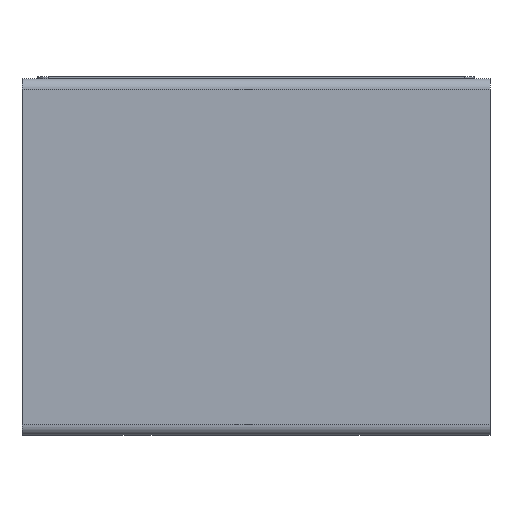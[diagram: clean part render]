
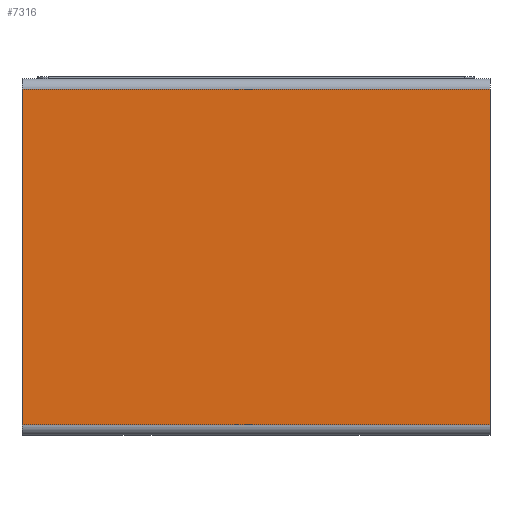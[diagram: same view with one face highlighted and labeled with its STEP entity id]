
A CAD part, left-side view. The second image highlights one B-rep face of the part: STEP entity #7316.
In plain terms, the highlighted planar face has unit normal (-1, 0, 0).
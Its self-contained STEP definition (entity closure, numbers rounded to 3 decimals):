
#6023=CARTESIAN_POINT('',(-26.,0.,14.8));
#6024=VERTEX_POINT('',#6023);
#6032=CARTESIAN_POINT('',(-26.,0.,-17.5));
#6033=VERTEX_POINT('',#6032);
#6034=CARTESIAN_POINT('',(-26.,0.,12344.902));
#6035=DIRECTION('',(0.,0.,-1.));
#6036=VECTOR('',#6035,24690.);
#6037=LINE('',#6034,#6036);
#6038=EDGE_CURVE('',#6024,#6033,#6037,.T.);
#7273=CARTESIAN_POINT('',(-26.,45.,14.8));
#7274=VERTEX_POINT('',#7273);
#7282=CARTESIAN_POINT('',(-26.,-12345.,14.8));
#7283=DIRECTION('',(0.,1.,0.));
#7284=VECTOR('',#7283,24690.);
#7285=LINE('',#7282,#7284);
#7286=EDGE_CURVE('',#6024,#7274,#7285,.T.);
#7293=CARTESIAN_POINT('',(-26.,0.,-1.35));
#7294=DIRECTION('',(-1.,0.,0.));
#7295=DIRECTION('',(0.,0.,1.));
#7296=AXIS2_PLACEMENT_3D('',#7293,#7294,#7295);
#7297=PLANE('',#7296);
#7298=CARTESIAN_POINT('',(-26.,45.,-17.5));
#7299=VERTEX_POINT('',#7298);
#7300=CARTESIAN_POINT('',(-26.,45.,12344.902));
#7301=DIRECTION('',(-0.,-0.,-1.));
#7302=VECTOR('',#7301,24690.);
#7303=LINE('',#7300,#7302);
#7304=EDGE_CURVE('',#7274,#7299,#7303,.T.);
#7305=ORIENTED_EDGE('',*,*,#7304,.T.);
#7306=CARTESIAN_POINT('',(-26.,-12345.,-17.5));
#7307=DIRECTION('',(0.,1.,0.));
#7308=VECTOR('',#7307,24690.);
#7309=LINE('',#7306,#7308);
#7310=EDGE_CURVE('',#6033,#7299,#7309,.T.);
#7311=ORIENTED_EDGE('',*,*,#7310,.F.);
#7312=ORIENTED_EDGE('',*,*,#6038,.F.);
#7313=ORIENTED_EDGE('',*,*,#7286,.T.);
#7314=EDGE_LOOP('',(#7305,#7311,#7312,#7313));
#7315=FACE_BOUND('',#7314,.T.);
#7316=ADVANCED_FACE('',(#7315),#7297,.T.);
